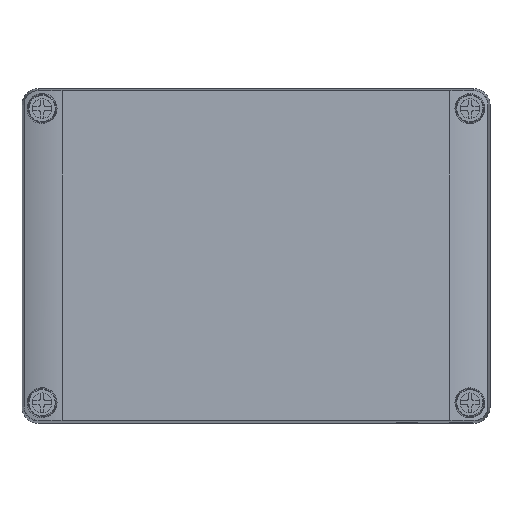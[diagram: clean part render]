
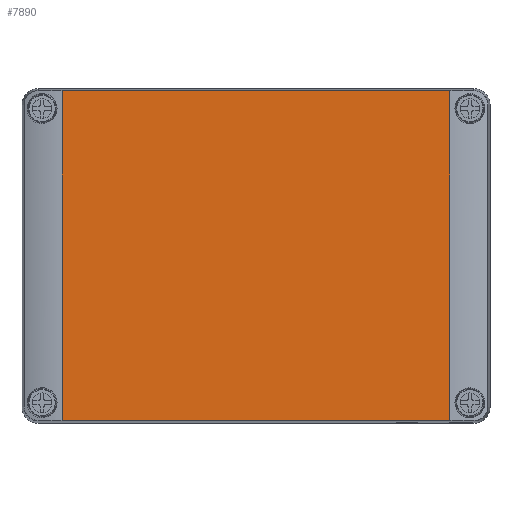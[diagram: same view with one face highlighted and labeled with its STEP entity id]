
A CAD part, top view. The second image highlights one B-rep face of the part: STEP entity #7890.
In plain terms, the highlighted planar face has unit normal (0, 0, 1).
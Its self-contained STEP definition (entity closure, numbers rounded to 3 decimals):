
#7870=AXIS2_PLACEMENT_3D('Plane Axis2P3D',#7867,#7868,#7869) ;
#7382=CARTESIAN_POINT('Vertex',(160.,0.873,100.)) ;
#7387=CARTESIAN_POINT('Line Origine',(87.5,0.873,100.)) ;
#7391=CARTESIAN_POINT('Vertex',(15.,0.873,100.)) ;
#7670=CARTESIAN_POINT('Vertex',(160.,124.127,100.)) ;
#7675=CARTESIAN_POINT('Line Origine',(160.,0.,100.)) ;
#7867=CARTESIAN_POINT('Axis2P3D Location',(15.,0.,100.)) ;
#7872=CARTESIAN_POINT('Line Origine',(87.5,124.127,100.)) ;
#7876=CARTESIAN_POINT('Vertex',(15.,124.127,100.)) ;
#7879=CARTESIAN_POINT('Line Origine',(15.,62.5,100.)) ;
#7388=DIRECTION('Vector Direction',(1.,0.,0.)) ;
#7676=DIRECTION('Vector Direction',(0.,1.,0.)) ;
#7868=DIRECTION('Axis2P3D Direction',(0.,0.,1.)) ;
#7869=DIRECTION('Axis2P3D XDirection',(1.,0.,0.)) ;
#7873=DIRECTION('Vector Direction',(1.,0.,0.)) ;
#7880=DIRECTION('Vector Direction',(0.,1.,0.)) ;
#7389=VECTOR('Line Direction',#7388,1.) ;
#7677=VECTOR('Line Direction',#7676,1.) ;
#7874=VECTOR('Line Direction',#7873,1.) ;
#7881=VECTOR('Line Direction',#7880,1.) ;
#7885=ORIENTED_EDGE('',*,*,#7679,.T.) ;
#7886=ORIENTED_EDGE('',*,*,#7878,.F.) ;
#7887=ORIENTED_EDGE('',*,*,#7883,.F.) ;
#7888=ORIENTED_EDGE('',*,*,#7393,.T.) ;
#7890=ADVANCED_FACE('DE_MPC_12-17-10\\MANIFOLD_SOLID_BREP #46760',(#7889),#7871,.T.) ;
#7393=EDGE_CURVE('',#7392,#7383,#7390,.T.) ;
#7679=EDGE_CURVE('',#7383,#7671,#7678,.T.) ;
#7878=EDGE_CURVE('',#7877,#7671,#7875,.T.) ;
#7883=EDGE_CURVE('',#7392,#7877,#7882,.T.) ;
#7884=EDGE_LOOP('',(#7885,#7886,#7887,#7888)) ;
#7889=FACE_OUTER_BOUND('',#7884,.T.) ;
#7390=LINE('Line',#7387,#7389) ;
#7678=LINE('Line',#7675,#7677) ;
#7875=LINE('Line',#7872,#7874) ;
#7882=LINE('Line',#7879,#7881) ;
#7871=PLANE('',#7870) ;
#7383=VERTEX_POINT('',#7382) ;
#7392=VERTEX_POINT('',#7391) ;
#7671=VERTEX_POINT('',#7670) ;
#7877=VERTEX_POINT('',#7876) ;
